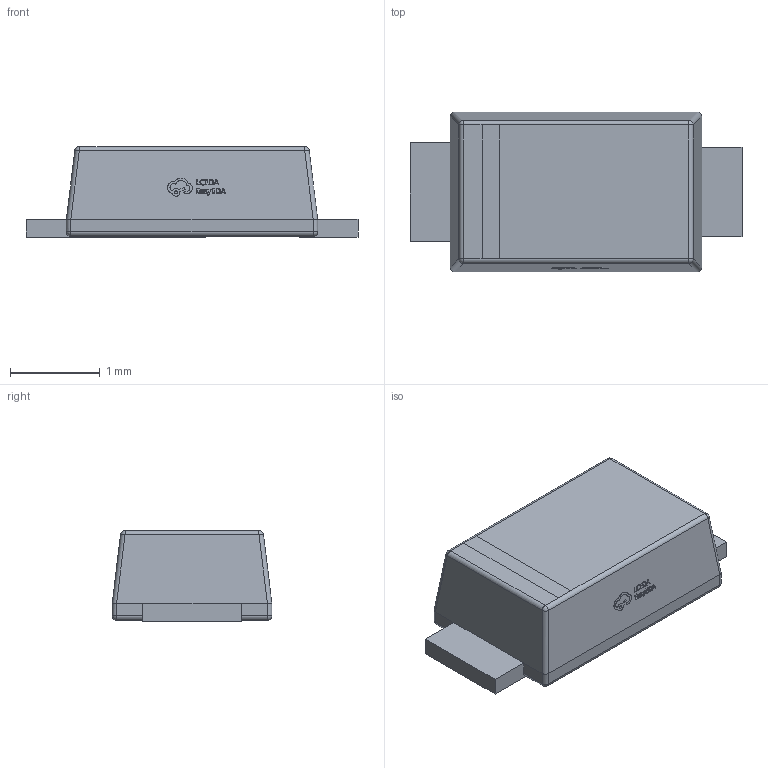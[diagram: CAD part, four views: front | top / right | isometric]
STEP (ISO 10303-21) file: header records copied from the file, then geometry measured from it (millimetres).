
FILE_DESCRIPTION (( 'STEP AP214' ), '1' );
FILE_NAME ('POWERDI-123_L2.8-W1.8-H1.0-LS3.7.step', '2024-11-11T07:35:51', ( '' ), ( '' ), 'SwSTEP 2.0', 'SolidWorks 2021', '' );
FILE_SCHEMA (( 'AUTOMOTIVE_DESIGN' ));
Length unit declared in the file: millimetre
Products named in the file (1): POWERDI-123_L2.8-W1.8-H1.0-LS3.7
Bounding box: 3.7 x 1.78 x 1.01 mm (x, y, z)
Volume: 4.8 mm3; surface area: 19.9 mm2
Topology: 1 solids, 1 shells, 276 faces, 741 edges, 482 vertices
Faces by surface type: plane 152, bspline 98, cylinder 18, sphere 8
Entity records: 12087 total; most frequent: CARTESIAN_POINT 2838, ORIENTED_EDGE 1474, DIRECTION 911, EDGE_CURVE 737, VECTOR 497, LINE 497, VERTEX_POINT 482, EDGE_LOOP 295
